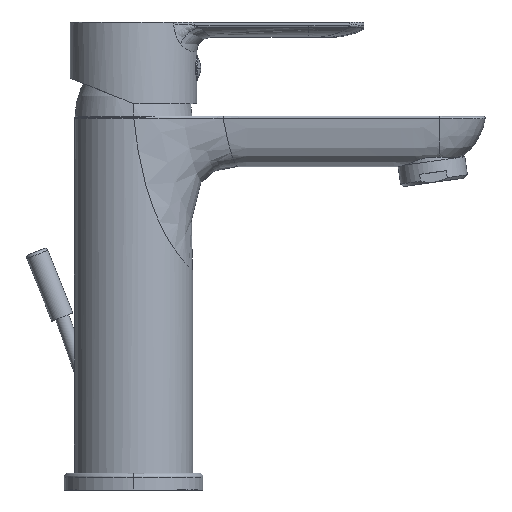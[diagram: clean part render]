
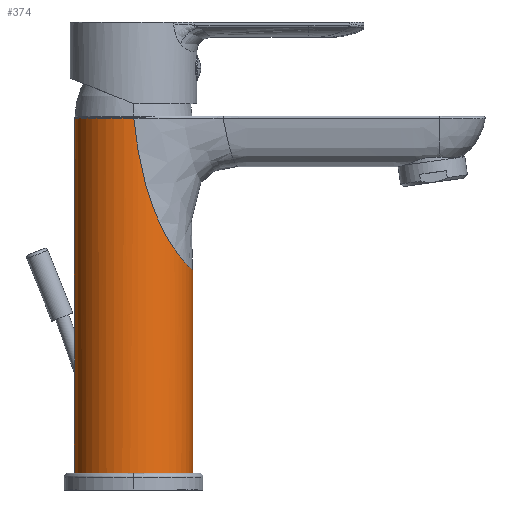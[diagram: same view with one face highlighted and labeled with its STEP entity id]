
A CAD part, left-side view. The second image highlights one B-rep face of the part: STEP entity #374.
In plain terms, the highlighted cylindrical face has radius 21 mm (diameter 42 mm), a partial arc.
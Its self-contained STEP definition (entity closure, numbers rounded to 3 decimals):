
#130=B_SPLINE_CURVE_WITH_KNOTS('',3,(#6993,#6994,#6995,#6996,#6997,#6998,
#6999,#7000,#7001,#7002,#7003,#7004,#7005,#7006),.UNSPECIFIED.,.F.,.F.,
(4,2,2,2,2,2,4),(-69.329,-60.136,-51.028,-42.68,
-34.252,-17.153,0.),.UNSPECIFIED.);
#131=B_SPLINE_CURVE_WITH_KNOTS('',3,(#7007,#7008,#7009,#7010,#7011,#7012,
#7013,#7014,#7015,#7016,#7017,#7018,#7019,#7020,#7021,#7022,#7023,#7024),
 .UNSPECIFIED.,.F.,.F.,(4,2,2,2,2,2,2,2,4),(-21.886,-20.668,
-19.449,-16.643,-11.015,-5.383,
-2.574,-1.287,0.),.UNSPECIFIED.);
#239=CYLINDRICAL_SURFACE('',#2384,21.);
#374=ADVANCED_FACE('',(#533),#239,.F.);
#533=FACE_OUTER_BOUND('',#689,.T.);
#689=EDGE_LOOP('',(#1103,#1104,#1105,#1106,#1107,#1108,#1109));
#1103=ORIENTED_EDGE('',*,*,#1592,.F.);
#1104=ORIENTED_EDGE('',*,*,#1593,.F.);
#1105=ORIENTED_EDGE('',*,*,#1594,.F.);
#1106=ORIENTED_EDGE('',*,*,#1586,.F.);
#1107=ORIENTED_EDGE('',*,*,#1574,.F.);
#1108=ORIENTED_EDGE('',*,*,#1585,.F.);
#1109=ORIENTED_EDGE('',*,*,#1595,.F.);
#1574=EDGE_CURVE('',#2118,#2119,#1892,.T.);
#1585=EDGE_CURVE('',#2092,#2118,#1899,.T.);
#1586=EDGE_CURVE('',#2119,#2127,#1900,.T.);
#1592=EDGE_CURVE('',#2124,#2093,#1902,.T.);
#1593=EDGE_CURVE('',#2123,#2124,#1903,.T.);
#1594=EDGE_CURVE('',#2127,#2123,#130,.T.);
#1595=EDGE_CURVE('',#2093,#2092,#131,.T.);
#1892=(
BOUNDED_CURVE()
B_SPLINE_CURVE(2,(#6874,#6875,#6876,#6877,#6878),.UNSPECIFIED.,.F.,.F.)
B_SPLINE_CURVE_WITH_KNOTS((3,2,3),(0.,42.,84.),
 .UNSPECIFIED.)
CURVE()
GEOMETRIC_REPRESENTATION_ITEM()
RATIONAL_B_SPLINE_CURVE((1.,0.707,1.,0.707,1.))
REPRESENTATION_ITEM('')
);
#1899=(
BOUNDED_CURVE()
B_SPLINE_CURVE(1,(#6931,#6932),.UNSPECIFIED.,.F.,.F.)
B_SPLINE_CURVE_WITH_KNOTS((2,2),(0.,32.17),.UNSPECIFIED.)
CURVE()
GEOMETRIC_REPRESENTATION_ITEM()
RATIONAL_B_SPLINE_CURVE((1.,1.))
REPRESENTATION_ITEM('')
);
#1900=(
BOUNDED_CURVE()
B_SPLINE_CURVE(1,(#6933,#6934),.UNSPECIFIED.,.F.,.F.)
B_SPLINE_CURVE_WITH_KNOTS((2,2),(0.,72.222),.UNSPECIFIED.)
CURVE()
GEOMETRIC_REPRESENTATION_ITEM()
RATIONAL_B_SPLINE_CURVE((1.,1.))
REPRESENTATION_ITEM('')
);
#1902=(
BOUNDED_CURVE()
B_SPLINE_CURVE(1,(#6986,#6987),.UNSPECIFIED.,.F.,.F.)
B_SPLINE_CURVE_WITH_KNOTS((2,2),(-73.989,0.),.UNSPECIFIED.)
CURVE()
GEOMETRIC_REPRESENTATION_ITEM()
RATIONAL_B_SPLINE_CURVE((1.,1.))
REPRESENTATION_ITEM('')
);
#1903=(
BOUNDED_CURVE()
B_SPLINE_CURVE(2,(#6988,#6989,#6990,#6991,#6992),.UNSPECIFIED.,.F.,.F.)
B_SPLINE_CURVE_WITH_KNOTS((3,2,3),(-41.825,-0.329,
0.),.UNSPECIFIED.)
CURVE()
GEOMETRIC_REPRESENTATION_ITEM()
RATIONAL_B_SPLINE_CURVE((1.,0.711,1.,1.,1.))
REPRESENTATION_ITEM('')
);
#2092=VERTEX_POINT('',#6165);
#2093=VERTEX_POINT('',#6166);
#2118=VERTEX_POINT('',#6191);
#2119=VERTEX_POINT('',#6192);
#2123=VERTEX_POINT('',#6196);
#2124=VERTEX_POINT('',#6197);
#2127=VERTEX_POINT('',#6200);
#2384=AXIS2_PLACEMENT_3D('',#6108,#2463,$);
#2463=DIRECTION('',(0.,0.,1.));
#6108=CARTESIAN_POINT('',(-3.647,68.096,-16.127));
#6165=CARTESIAN_POINT('',(-3.647,89.096,-47.082));
#6166=CARTESIAN_POINT('',(-3.647,89.096,-26.991));
#6191=CARTESIAN_POINT('',(-3.647,89.096,-79.252));
#6192=CARTESIAN_POINT('',(-3.647,47.096,-79.252));
#6196=CARTESIAN_POINT('',(-24.647,68.02,46.998));
#6197=CARTESIAN_POINT('',(-3.647,89.096,46.998));
#6200=CARTESIAN_POINT('',(-3.647,47.096,-7.03));
#6874=CARTESIAN_POINT('',(-3.647,89.096,-79.252));
#6875=CARTESIAN_POINT('',(-24.647,89.096,-79.252));
#6876=CARTESIAN_POINT('',(-24.647,68.096,-79.252));
#6877=CARTESIAN_POINT('',(-24.647,47.096,-79.252));
#6878=CARTESIAN_POINT('',(-3.647,47.096,-79.252));
#6931=CARTESIAN_POINT('',(-3.647,89.096,-47.082));
#6932=CARTESIAN_POINT('',(-3.647,89.096,-79.252));
#6933=CARTESIAN_POINT('',(-3.647,47.096,-79.252));
#6934=CARTESIAN_POINT('',(-3.647,47.096,-7.03));
#6986=CARTESIAN_POINT('',(-3.647,89.096,46.998));
#6987=CARTESIAN_POINT('',(-3.647,89.096,-26.991));
#6988=CARTESIAN_POINT('',(-24.647,68.02,46.998));
#6989=CARTESIAN_POINT('',(-24.722,88.768,46.998));
#6990=CARTESIAN_POINT('',(-3.976,89.093,46.998));
#6991=CARTESIAN_POINT('',(-3.812,89.096,46.998));
#6992=CARTESIAN_POINT('',(-3.647,89.096,46.998));
#6993=CARTESIAN_POINT('',(-3.647,47.096,-7.03));
#6994=CARTESIAN_POINT('',(-6.4,47.096,-7.03));
#6995=CARTESIAN_POINT('',(-9.132,47.655,-6.565));
#6996=CARTESIAN_POINT('',(-13.977,49.628,-4.551));
#6997=CARTESIAN_POINT('',(-16.107,51.032,-2.998));
#6998=CARTESIAN_POINT('',(-19.401,54.046,1.096));
#6999=CARTESIAN_POINT('',(-20.55,55.533,3.429));
#7000=CARTESIAN_POINT('',(-22.256,58.232,8.399));
#7001=CARTESIAN_POINT('',(-22.814,59.446,11.039));
#7002=CARTESIAN_POINT('',(-24.015,62.524,18.727));
#7003=CARTESIAN_POINT('',(-24.312,64.159,24.317));
#7004=CARTESIAN_POINT('',(-24.632,66.622,35.697));
#7005=CARTESIAN_POINT('',(-24.645,67.462,41.485));
#7006=CARTESIAN_POINT('',(-24.647,68.02,46.998));
#7007=CARTESIAN_POINT('',(-3.647,89.096,-26.991));
#7008=CARTESIAN_POINT('',(-4.17,89.096,-26.991));
#7009=CARTESIAN_POINT('',(-4.519,89.079,-27.588));
#7010=CARTESIAN_POINT('',(-4.911,89.059,-28.358));
#7011=CARTESIAN_POINT('',(-5.038,89.051,-28.692));
#7012=CARTESIAN_POINT('',(-5.443,89.021,-29.923));
#7013=CARTESIAN_POINT('',(-5.631,89.003,-30.805));
#7014=CARTESIAN_POINT('',(-6.08,88.957,-33.482));
#7015=CARTESIAN_POINT('',(-6.217,88.938,-35.273));
#7016=CARTESIAN_POINT('',(-6.27,88.932,-38.894));
#7017=CARTESIAN_POINT('',(-6.183,88.945,-40.684));
#7018=CARTESIAN_POINT('',(-5.767,88.99,-43.372));
#7019=CARTESIAN_POINT('',(-5.581,89.01,-44.251));
#7020=CARTESIAN_POINT('',(-5.139,89.044,-45.497));
#7021=CARTESIAN_POINT('',(-4.986,89.055,-45.866));
#7022=CARTESIAN_POINT('',(-4.534,89.079,-46.603));
#7023=CARTESIAN_POINT('',(-4.16,89.096,-47.082));
#7024=CARTESIAN_POINT('',(-3.647,89.096,-47.082));
